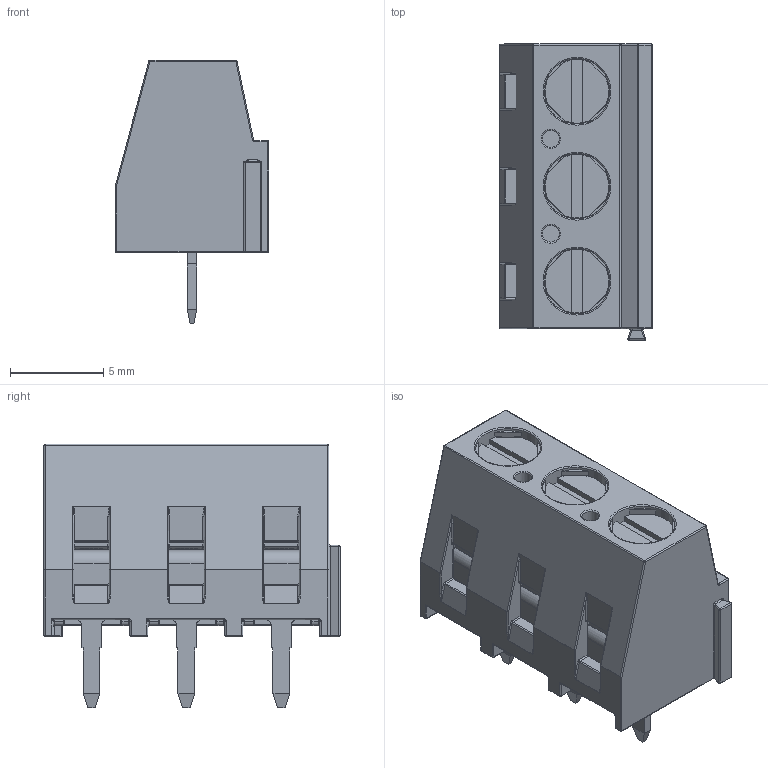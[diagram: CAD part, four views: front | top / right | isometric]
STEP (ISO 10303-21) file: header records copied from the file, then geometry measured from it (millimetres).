
FILE_DESCRIPTION(/* description */ (''),/* implementation_level */ '2;1');
FILE_NAME(/* name */ 'TE - 282837-3.step',/* time_stamp */ '2020-05-08T22:01:46+01:00',/* author */ (''),/* organization */ (''),/* preprocessor_version */ 'ST-DEVELOPER v18.1',/* originating_system */ 'Autodesk Translation Framework v9.2.0.1227',/* authorisation */ '');
FILE_SCHEMA (('AUTOMOTIVE_DESIGN { 1 0 10303 214 3 1 1 }'));
Length unit declared in the file: millimetre
Products named in the file (1): TE - 282837-3
Bounding box: 8.2 x 15.84 x 14.1 mm (x, y, z)
Volume: 652.1 mm3; surface area: 1790.8 mm2
Topology: 1 solids, 1 shells, 990 faces, 2446 edges, 1433 vertices
Faces by surface type: cylinder 431, plane 302, bspline 111, torus 76, sphere 67, cone 3
Full cylindrical faces by diameter (mm): 0.9 x2, 2.016 x15, 2.53 x6, 2.58 x6, 2.7 x3, 3.4 x3, 3.5 x3
Entity records: 38473 total; most frequent: CARTESIAN_POINT 15065, DIRECTION 4937, ORIENTED_EDGE 4856, EDGE_CURVE 2428, AXIS2_PLACEMENT_3D 1899, VERTEX_POINT 1433, LINE 1139, VECTOR 1139
